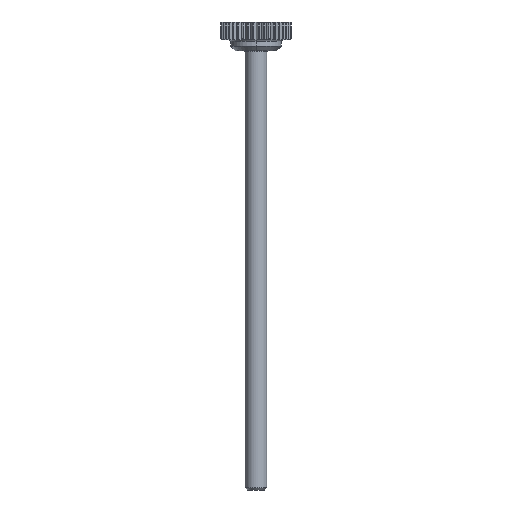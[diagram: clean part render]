
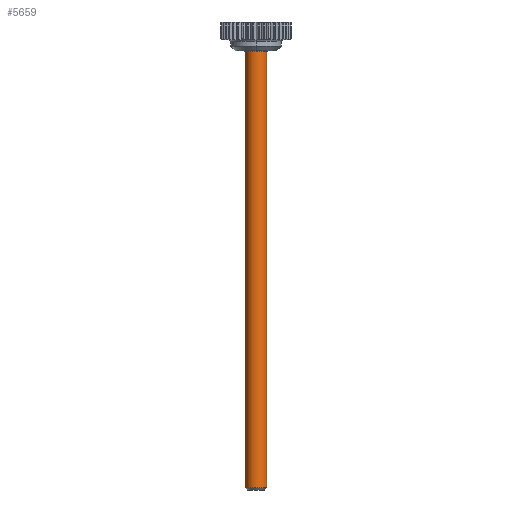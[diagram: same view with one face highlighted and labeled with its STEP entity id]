
A CAD part, front view. The second image highlights one B-rep face of the part: STEP entity #5659.
In plain terms, the highlighted cylindrical face has radius 2.5 mm (diameter 5 mm), a partial arc.
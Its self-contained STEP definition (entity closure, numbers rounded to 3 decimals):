
#99 = CARTESIAN_POINT ( 'NONE',  ( 2.5, 0., -99.51 ) ) ;
#128 = EDGE_LOOP ( 'NONE', ( #2293, #3161, #2272, #7417 ) ) ;
#274 = CARTESIAN_POINT ( 'NONE',  ( 2.5, 0., -0.2 ) ) ;
#946 = DIRECTION ( 'NONE',  ( 0., 0., 1. ) ) ;
#954 = CARTESIAN_POINT ( 'NONE',  ( -2.5, 0., -100. ) ) ;
#972 = CIRCLE ( 'NONE', #1756, 2.5 ) ;
#1004 = CYLINDRICAL_SURFACE ( 'NONE', #7607, 2.5 ) ;
#1756 = AXIS2_PLACEMENT_3D ( 'NONE', #4023, #946, #3381 ) ;
#1786 = CARTESIAN_POINT ( 'NONE',  ( -2.5, 0., -0.2 ) ) ;
#2253 = EDGE_CURVE ( 'NONE', #2309, #3801, #4031, .T. ) ;
#2272 = ORIENTED_EDGE ( 'NONE', *, *, #5738, .T. ) ;
#2293 = ORIENTED_EDGE ( 'NONE', *, *, #2253, .F. ) ;
#2309 = VERTEX_POINT ( 'NONE', #7411 ) ;
#2543 = DIRECTION ( 'NONE',  ( 0., 0., 1. ) ) ;
#3161 = ORIENTED_EDGE ( 'NONE', *, *, #4690, .T. ) ;
#3381 = DIRECTION ( 'NONE',  ( 1., 0., 0. ) ) ;
#3488 = VERTEX_POINT ( 'NONE', #99 ) ;
#3604 = VERTEX_POINT ( 'NONE', #274 ) ;
#3671 = FACE_OUTER_BOUND ( 'NONE', #128, .T. ) ;
#3801 = VERTEX_POINT ( 'NONE', #1786 ) ;
#3843 = VECTOR ( 'NONE', #2543, 1000. ) ;
#4023 = CARTESIAN_POINT ( 'NONE',  ( 0., 0., -99.51 ) ) ;
#4031 = LINE ( 'NONE', #954, #7114 ) ;
#4525 = DIRECTION ( 'NONE',  ( 0., 0., 1. ) ) ;
#4690 = EDGE_CURVE ( 'NONE', #2309, #3488, #972, .T. ) ;
#4706 = CIRCLE ( 'NONE', #7184, 2.5 ) ;
#4973 = DIRECTION ( 'NONE',  ( 1., 0., 0. ) ) ;
#5094 = CARTESIAN_POINT ( 'NONE',  ( 0., 0., -100. ) ) ;
#5629 = CARTESIAN_POINT ( 'NONE',  ( 2.5, 0., -100. ) ) ;
#5659 = ADVANCED_FACE ( 'NONE', ( #3671 ), #1004, .T. ) ;
#5738 = EDGE_CURVE ( 'NONE', #3488, #3604, #6240, .T. ) ;
#5919 = DIRECTION ( 'NONE',  ( 0., 0., 1. ) ) ;
#6240 = LINE ( 'NONE', #5629, #3843 ) ;
#6242 = DIRECTION ( 'NONE',  ( 1., 0., 0. ) ) ;
#7114 = VECTOR ( 'NONE', #5919, 1000. ) ;
#7184 = AXIS2_PLACEMENT_3D ( 'NONE', #7502, #7376, #6242 ) ;
#7289 = EDGE_CURVE ( 'NONE', #3604, #3801, #4706, .T. ) ;
#7376 = DIRECTION ( 'NONE',  ( 0., 0., -1. ) ) ;
#7411 = CARTESIAN_POINT ( 'NONE',  ( -2.5, 0., -99.51 ) ) ;
#7417 = ORIENTED_EDGE ( 'NONE', *, *, #7289, .T. ) ;
#7502 = CARTESIAN_POINT ( 'NONE',  ( 0., 0., -0.2 ) ) ;
#7607 = AXIS2_PLACEMENT_3D ( 'NONE', #5094, #4525, #4973 ) ;
